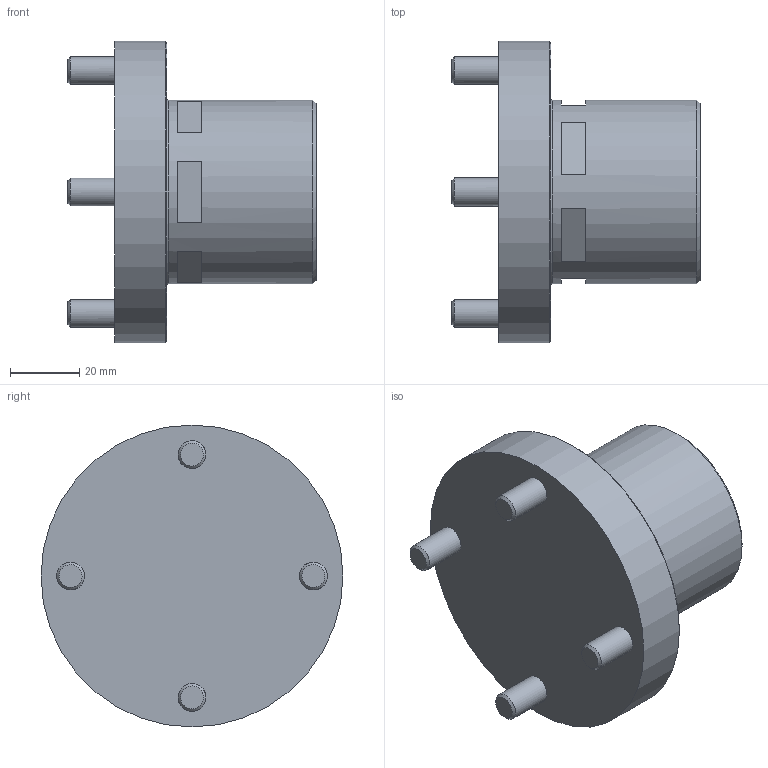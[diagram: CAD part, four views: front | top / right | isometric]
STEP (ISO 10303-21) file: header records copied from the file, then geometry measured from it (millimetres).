
FILE_DESCRIPTION (( 'STEP AP214' ), '1' );
FILE_NAME ('UCER32I-P.STEP', '2023-05-05T12:04:58', ( '' ), ( '' ), 'SwSTEP 2.0', 'SolidWorks 2016', '' );
FILE_SCHEMA (( 'AUTOMOTIVE_DESIGN' ));
Length unit declared in the file: millimetre
Products named in the file (1): UCER32I-P
Bounding box: 71.5 x 87 x 87 mm (x, y, z)
Volume: 185862.7 mm3; surface area: 24499.9 mm2
Topology: 1 solids, 1 shells, 270 faces, 690 edges, 459 vertices
Faces by surface type: plane 179, bspline 52, cylinder 32, cone 6, torus 1
Full cylindrical faces by diameter (mm): 1.7 x1, 2.1 x1, 6.366 x1, 8 x4, 53 x1, 87 x1
Entity records: 13411 total; most frequent: CARTESIAN_POINT 4584, ORIENTED_EDGE 1340, DIRECTION 1087, EDGE_CURVE 670, VECTOR 483, LINE 483, VERTEX_POINT 455, EDGE_LOOP 323
